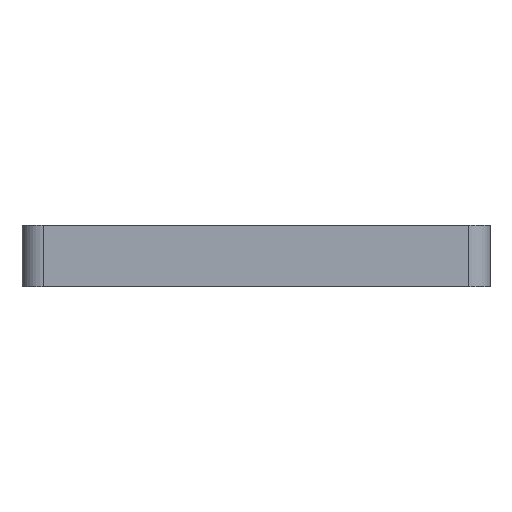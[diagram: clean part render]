
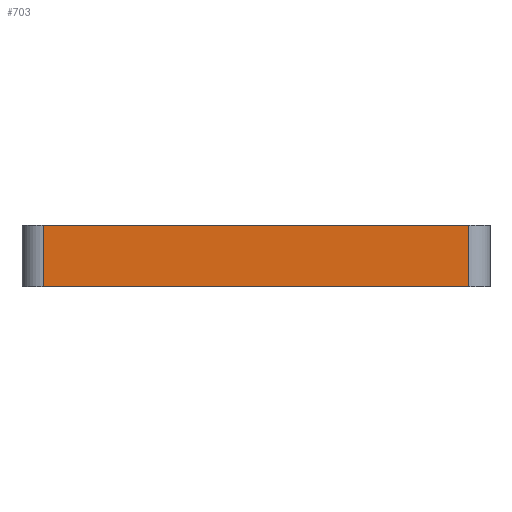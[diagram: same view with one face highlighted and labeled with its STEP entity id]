
A CAD part, left-side view. The second image highlights one B-rep face of the part: STEP entity #703.
In plain terms, the highlighted planar face has unit normal (-1, 0, 0).
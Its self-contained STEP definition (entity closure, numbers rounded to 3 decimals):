
#60 = CARTESIAN_POINT ( 'NONE',  ( -5., 79., -2. ) ) ;
#62 = DIRECTION ( 'NONE',  ( 0., 0., -1. ) ) ;
#74 = VERTEX_POINT ( 'NONE', #1460 ) ;
#178 = AXIS2_PLACEMENT_3D ( 'NONE', #1436, #1488, #1342 ) ;
#240 = EDGE_CURVE ( 'NONE', #1328, #74, #829, .T. ) ;
#272 = FACE_OUTER_BOUND ( 'NONE', #513, .T. ) ;
#405 = ORIENTED_EDGE ( 'NONE', *, *, #240, .T. ) ;
#433 = VECTOR ( 'NONE', #1210, 1000. ) ;
#446 = DIRECTION ( 'NONE',  ( 0., -1., 0. ) ) ;
#448 = DIRECTION ( 'NONE',  ( 0., 0., 1. ) ) ;
#513 = EDGE_LOOP ( 'NONE', ( #569, #755, #1565, #405 ) ) ;
#569 = ORIENTED_EDGE ( 'NONE', *, *, #1412, .F. ) ;
#586 = PLANE ( 'NONE',  #178 ) ;
#666 = LINE ( 'NONE', #896, #686 ) ;
#686 = VECTOR ( 'NONE', #62, 1000. ) ;
#703 = ADVANCED_FACE ( 'NONE', ( #272 ), #586, .F. ) ;
#754 = LINE ( 'NONE', #997, #433 ) ;
#755 = ORIENTED_EDGE ( 'NONE', *, *, #875, .T. ) ;
#779 = CARTESIAN_POINT ( 'NONE',  ( -5., -1., -2. ) ) ;
#797 = VECTOR ( 'NONE', #446, 1000. ) ;
#827 = CARTESIAN_POINT ( 'NONE',  ( -5., -5., 9.5 ) ) ;
#829 = LINE ( 'NONE', #1299, #1286 ) ;
#875 = EDGE_CURVE ( 'NONE', #905, #1295, #666, .T. ) ;
#896 = CARTESIAN_POINT ( 'NONE',  ( -5., 79., 9.5 ) ) ;
#905 = VERTEX_POINT ( 'NONE', #1502 ) ;
#997 = CARTESIAN_POINT ( 'NONE',  ( -5., -5., -2. ) ) ;
#1208 = EDGE_CURVE ( 'NONE', #1328, #1295, #754, .T. ) ;
#1210 = DIRECTION ( 'NONE',  ( 0., 1., 0. ) ) ;
#1278 = LINE ( 'NONE', #827, #797 ) ;
#1286 = VECTOR ( 'NONE', #448, 1000. ) ;
#1295 = VERTEX_POINT ( 'NONE', #60 ) ;
#1299 = CARTESIAN_POINT ( 'NONE',  ( -5., -1., 9.5 ) ) ;
#1328 = VERTEX_POINT ( 'NONE', #779 ) ;
#1342 = DIRECTION ( 'NONE',  ( 0., 0., -1. ) ) ;
#1412 = EDGE_CURVE ( 'NONE', #905, #74, #1278, .T. ) ;
#1436 = CARTESIAN_POINT ( 'NONE',  ( -5., -5., 9.5 ) ) ;
#1460 = CARTESIAN_POINT ( 'NONE',  ( -5., -1., 9.5 ) ) ;
#1488 = DIRECTION ( 'NONE',  ( 1., 0., 0. ) ) ;
#1502 = CARTESIAN_POINT ( 'NONE',  ( -5., 79., 9.5 ) ) ;
#1565 = ORIENTED_EDGE ( 'NONE', *, *, #1208, .F. ) ;
